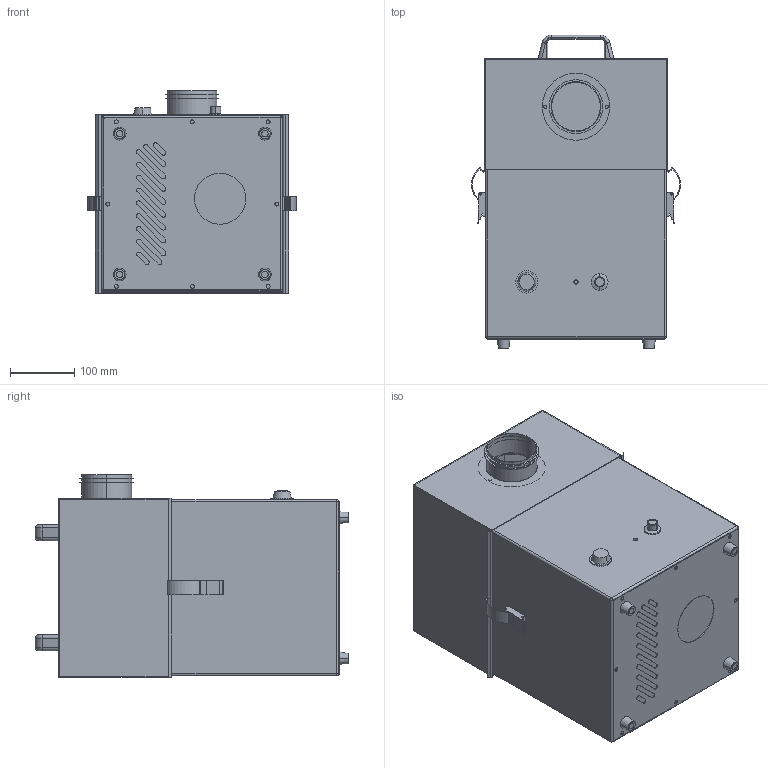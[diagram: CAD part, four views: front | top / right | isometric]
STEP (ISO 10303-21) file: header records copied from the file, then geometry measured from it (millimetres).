
FILE_DESCRIPTION((''),'2;1');
FILE_NAME('FUME_CUBE_MAX_ASM','2013-07-19T',('simonc'),(''),'PRO/ENGINEER BY PARAMETRIC TECHNOLOGY CORPORATION, 2009141','PRO/ENGINEER BY PARAMETRIC TECHNOLOGY CORPORATION, 2009141','');
FILE_SCHEMA(('CONFIG_CONTROL_DESIGN'));
Length unit declared in the file: millimetre
Products named in the file (1): FUME_CUBE_MAX_ASM
Bounding box: 326.54 x 490 x 316.2 mm (x, y, z)
Volume: 22359015.7 mm3; surface area: 1089449.6 mm2
Topology: 1 solids, 9 shells, 422 faces, 968 edges, 618 vertices
Faces by surface type: cylinder 194, plane 176, torus 24, cone 12, bspline 8, sphere 8
Entity records: 12380 total; most frequent: CARTESIAN_POINT 2466, DIRECTION 2202, ORIENTED_EDGE 1936, EDGE_CURVE 968, AXIS2_PLACEMENT_3D 854, VERTEX_POINT 618, VECTOR 494, LINE 494
